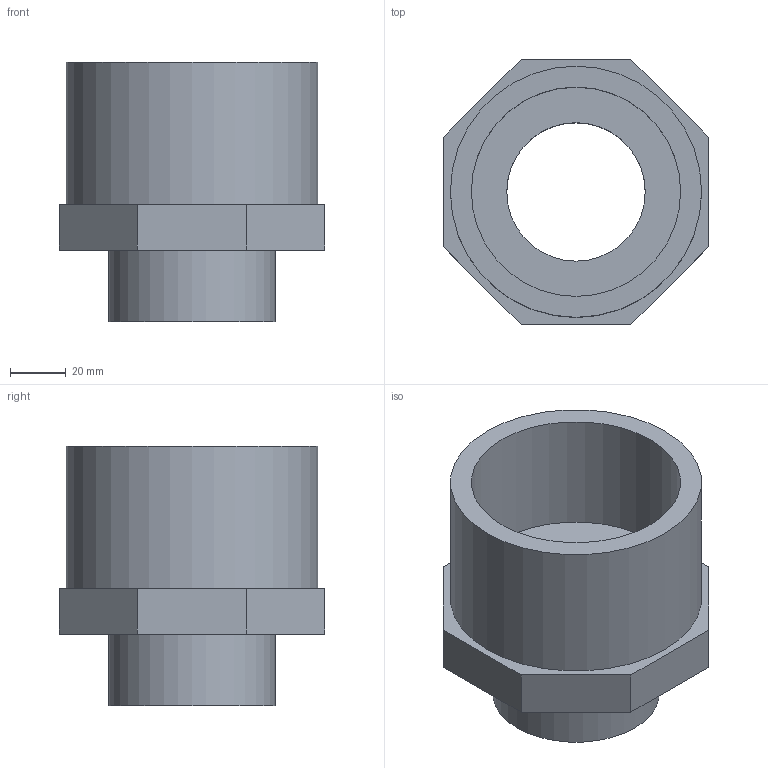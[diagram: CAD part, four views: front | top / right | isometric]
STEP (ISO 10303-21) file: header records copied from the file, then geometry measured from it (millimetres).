
FILE_DESCRIPTION(/* description */ (''),/* implementation_level */ '2;1');
FILE_NAME(/* name */ 'KIFV090075200.ipt.stp',/* time_stamp */ '2013-10-01T14:44:50+02:00',/* author */ ('bfaro'),/* organization */ (''),/* preprocessor_version */ 'ST-DEVELOPER v15.2',/* originating_system */ 'Autodesk Inventor 2014',/* authorisation */ '');
FILE_SCHEMA (('AUTOMOTIVE_DESIGN { 1 0 10303 214 3 1 1 }'));
Length unit declared in the file: millimetre
Products named in the file (1): KIFV090075200
Bounding box: 95 x 95 x 93 mm (x, y, z)
Volume: 228951.1 mm3; surface area: 53454.5 mm2
Topology: 1 solids, 1 shells, 17 faces, 36 edges, 24 vertices
Faces by surface type: plane 13, cylinder 4
Full cylindrical faces by diameter (mm): 49.6 x1, 59.6 x1, 75 x1, 90 x1
Entity records: 471 total; most frequent: DIRECTION 76, CARTESIAN_POINT 74, ORIENTED_EDGE 64, EDGE_CURVE 32, EDGE_LOOP 26, AXIS2_PLACEMENT_3D 26, LINE 24, VECTOR 24
